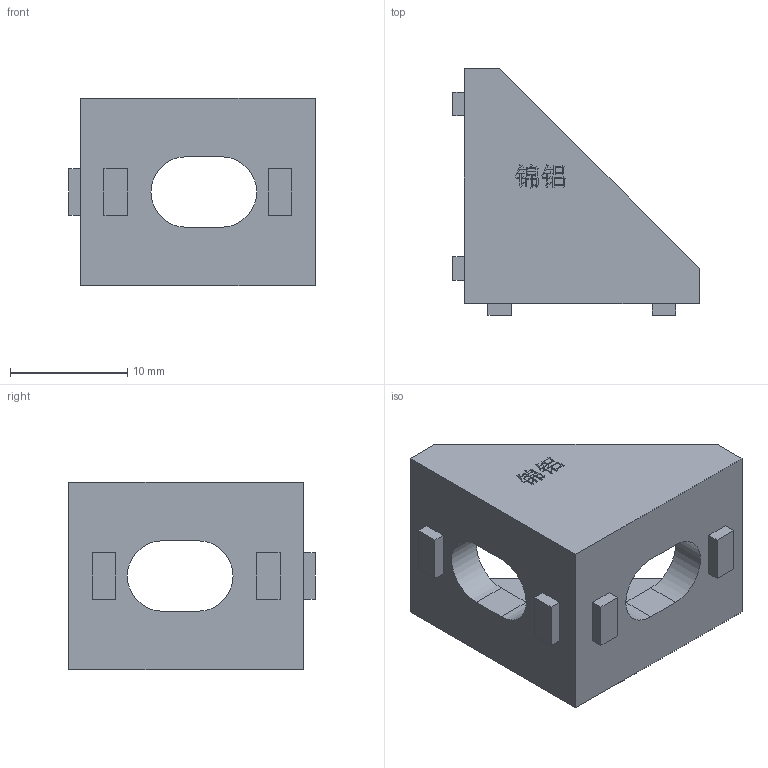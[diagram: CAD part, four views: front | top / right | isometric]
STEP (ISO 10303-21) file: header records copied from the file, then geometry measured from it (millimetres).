
FILE_DESCRIPTION (( 'STEP AP203' ), '1' );
FILE_NAME ('2020角件.STEP', '2019-07-24T02:48:47', ( '微软用户' ), ( '微软中国' ), 'SwSTEP 2.0', 'SolidWorks 2015', '' );
FILE_SCHEMA (( 'CONFIG_CONTROL_DESIGN' ));
Length unit declared in the file: millimetre
Products named in the file (1): 2020褒璃
Bounding box: 21 x 21 x 16 mm (x, y, z)
Volume: 2108 mm3; surface area: 2061.4 mm2
Topology: 1 solids, 1 shells, 194 faces, 533 edges, 354 vertices
Faces by surface type: plane 162, bspline 28, cylinder 4
Entity records: 7030 total; most frequent: CARTESIAN_POINT 2190, ORIENTED_EDGE 1066, DIRECTION 819, EDGE_CURVE 533, VECTOR 469, LINE 469, VERTEX_POINT 354, EDGE_LOOP 211
